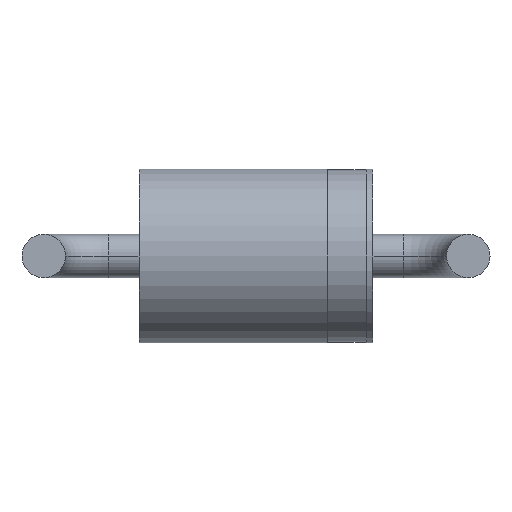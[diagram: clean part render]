
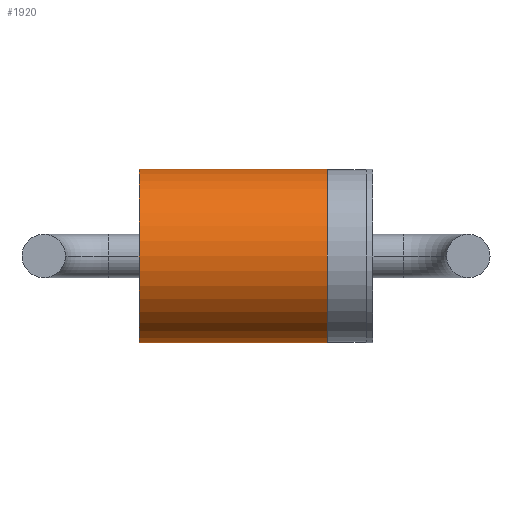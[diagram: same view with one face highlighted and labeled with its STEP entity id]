
A CAD part, front view. The second image highlights one B-rep face of the part: STEP entity #1920.
In plain terms, the highlighted cylindrical face has radius 1.3 mm (diameter 2.6 mm), a partial arc.
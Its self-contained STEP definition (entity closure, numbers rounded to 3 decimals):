
#81 = CIRCLE ( 'NONE', #1633, 1.3 ) ;
#198 = VECTOR ( 'NONE', #1471, 1000. ) ;
#282 = CARTESIAN_POINT ( 'NONE',  ( 4.925, 2.3, -1.3 ) ) ;
#302 = AXIS2_PLACEMENT_3D ( 'NONE', #1908, #1922, #602 ) ;
#345 = CARTESIAN_POINT ( 'NONE',  ( 1.425, 2.3, 0. ) ) ;
#398 = VERTEX_POINT ( 'NONE', #1035 ) ;
#536 = ORIENTED_EDGE ( 'NONE', *, *, #1917, .T. ) ;
#547 = VECTOR ( 'NONE', #1653, 1000. ) ;
#602 = DIRECTION ( 'NONE',  ( 0., 0., 1. ) ) ;
#707 = ORIENTED_EDGE ( 'NONE', *, *, #1799, .T. ) ;
#748 = ORIENTED_EDGE ( 'NONE', *, *, #3212, .F. ) ;
#754 = EDGE_LOOP ( 'NONE', ( #748, #707, #536, #2122 ) ) ;
#950 = AXIS2_PLACEMENT_3D ( 'NONE', #2292, #2260, #1724 ) ;
#1035 = CARTESIAN_POINT ( 'NONE',  ( 4.242, 2.3, 1.3 ) ) ;
#1204 = CYLINDRICAL_SURFACE ( 'NONE', #950, 1.3 ) ;
#1243 = VERTEX_POINT ( 'NONE', #2234 ) ;
#1315 = CARTESIAN_POINT ( 'NONE',  ( 4.242, 2.3, -1.3 ) ) ;
#1368 = LINE ( 'NONE', #282, #547 ) ;
#1442 = VERTEX_POINT ( 'NONE', #1315 ) ;
#1471 = DIRECTION ( 'NONE',  ( -1., 0., 0. ) ) ;
#1526 = EDGE_CURVE ( 'NONE', #1243, #1543, #81, .T. ) ;
#1543 = VERTEX_POINT ( 'NONE', #2814 ) ;
#1633 = AXIS2_PLACEMENT_3D ( 'NONE', #345, #2005, #3111 ) ;
#1653 = DIRECTION ( 'NONE',  ( -1., 0., 0. ) ) ;
#1724 = DIRECTION ( 'NONE',  ( 0., 0., 1. ) ) ;
#1799 = EDGE_CURVE ( 'NONE', #1442, #398, #3137, .T. ) ;
#1908 = CARTESIAN_POINT ( 'NONE',  ( 4.242, 2.3, 0. ) ) ;
#1917 = EDGE_CURVE ( 'NONE', #398, #1243, #3049, .T. ) ;
#1920 = ADVANCED_FACE ( 'NONE', ( #2051 ), #1204, .T. ) ;
#1922 = DIRECTION ( 'NONE',  ( -1., 0., 0. ) ) ;
#2005 = DIRECTION ( 'NONE',  ( 1., 0., 0. ) ) ;
#2051 = FACE_OUTER_BOUND ( 'NONE', #754, .T. ) ;
#2122 = ORIENTED_EDGE ( 'NONE', *, *, #1526, .T. ) ;
#2234 = CARTESIAN_POINT ( 'NONE',  ( 1.425, 2.3, 1.3 ) ) ;
#2260 = DIRECTION ( 'NONE',  ( -1., 0., 0. ) ) ;
#2292 = CARTESIAN_POINT ( 'NONE',  ( 4.925, 2.3, 0. ) ) ;
#2814 = CARTESIAN_POINT ( 'NONE',  ( 1.425, 2.3, -1.3 ) ) ;
#3036 = CARTESIAN_POINT ( 'NONE',  ( 4.925, 2.3, 1.3 ) ) ;
#3049 = LINE ( 'NONE', #3036, #198 ) ;
#3111 = DIRECTION ( 'NONE',  ( 0., 0., -1. ) ) ;
#3137 = CIRCLE ( 'NONE', #302, 1.3 ) ;
#3212 = EDGE_CURVE ( 'NONE', #1442, #1543, #1368, .T. ) ;
